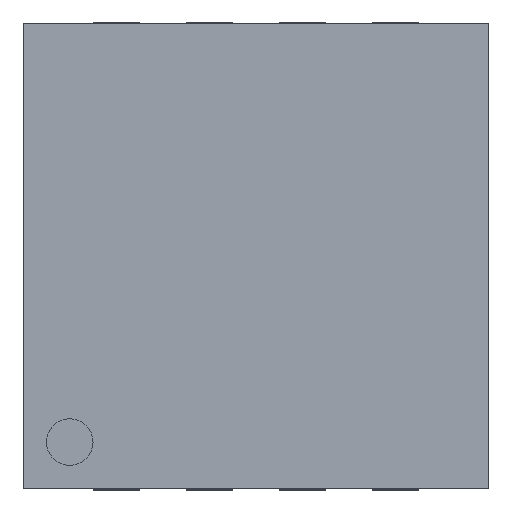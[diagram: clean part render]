
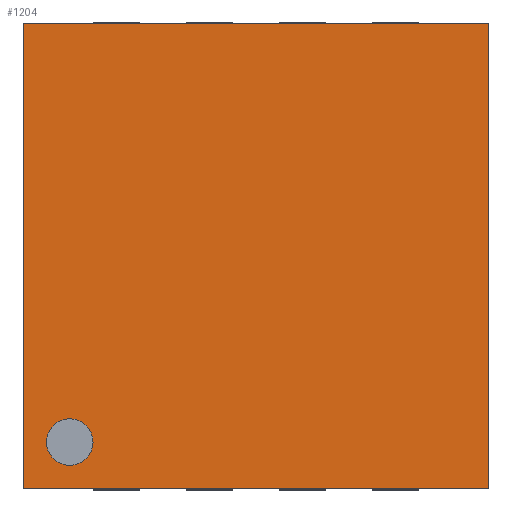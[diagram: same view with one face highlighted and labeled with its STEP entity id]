
A CAD part, top view. The second image highlights one B-rep face of the part: STEP entity #1204.
In plain terms, the highlighted planar face has unit normal (0, 0, 1).
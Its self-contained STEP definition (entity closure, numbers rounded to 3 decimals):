
#1075 = VERTEX_POINT('',#1076);
#1076 = CARTESIAN_POINT('',(2.,2.,1.));
#1091 = VERTEX_POINT('',#1092);
#1092 = CARTESIAN_POINT('',(2.,-2.,1.));
#1098 = EDGE_CURVE('',#1075,#1091,#1099,.T.);
#1099 = LINE('',#1100,#1101);
#1100 = CARTESIAN_POINT('',(2.,2.,1.));
#1101 = VECTOR('',#1102,1.);
#1102 = DIRECTION('',(0.,-1.,0.));
#1115 = VERTEX_POINT('',#1116);
#1116 = CARTESIAN_POINT('',(-2.,2.,1.));
#1131 = VERTEX_POINT('',#1132);
#1132 = CARTESIAN_POINT('',(-2.,-2.,1.));
#1138 = EDGE_CURVE('',#1115,#1131,#1139,.T.);
#1139 = LINE('',#1140,#1141);
#1140 = CARTESIAN_POINT('',(-2.,2.,1.));
#1141 = VECTOR('',#1142,1.);
#1142 = DIRECTION('',(0.,-1.,0.));
#1159 = EDGE_CURVE('',#1075,#1115,#1160,.T.);
#1160 = LINE('',#1161,#1162);
#1161 = CARTESIAN_POINT('',(2.,2.,1.));
#1162 = VECTOR('',#1163,1.);
#1163 = DIRECTION('',(-1.,0.,0.));
#1181 = EDGE_CURVE('',#1091,#1131,#1182,.T.);
#1182 = LINE('',#1183,#1184);
#1183 = CARTESIAN_POINT('',(2.,-2.,1.));
#1184 = VECTOR('',#1185,1.);
#1185 = DIRECTION('',(-1.,0.,0.));
#1204 = ADVANCED_FACE('',(#1205),#1211,.T.);
#1205 = FACE_BOUND('',#1206,.T.);
#1206 = EDGE_LOOP('',(#1207,#1208,#1209,#1210));
#1207 = ORIENTED_EDGE('',*,*,#1098,.F.);
#1208 = ORIENTED_EDGE('',*,*,#1159,.T.);
#1209 = ORIENTED_EDGE('',*,*,#1138,.T.);
#1210 = ORIENTED_EDGE('',*,*,#1181,.F.);
#1211 = PLANE('',#1212);
#1212 = AXIS2_PLACEMENT_3D('',#1213,#1214,#1215);
#1213 = CARTESIAN_POINT('',(2.,2.,1.));
#1214 = DIRECTION('',(0.,0.,1.));
#1215 = DIRECTION('',(-1.,0.,0.));
